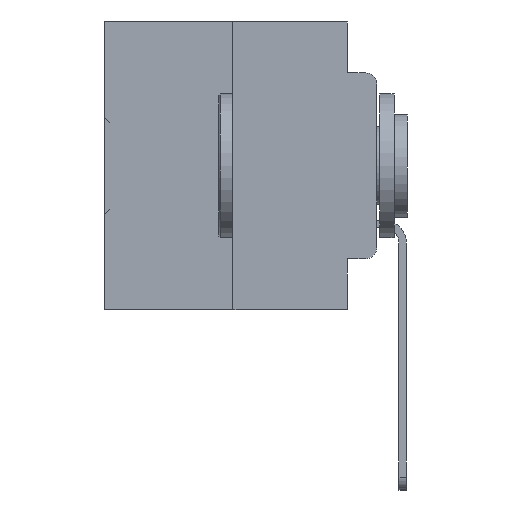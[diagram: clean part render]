
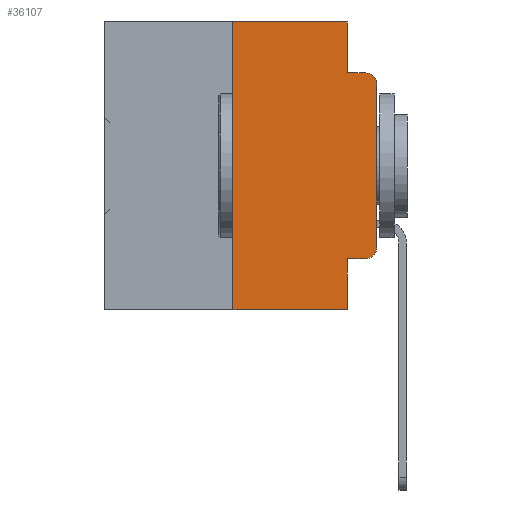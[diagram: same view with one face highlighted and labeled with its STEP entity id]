
A CAD part, left-side view. The second image highlights one B-rep face of the part: STEP entity #36107.
In plain terms, the highlighted planar face has unit normal (-1, 0, 0).
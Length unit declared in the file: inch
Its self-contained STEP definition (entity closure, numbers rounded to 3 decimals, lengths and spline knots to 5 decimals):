
#125 = LINE ( 'NONE', #25351, #7110 ) ;
#153 = DIRECTION ( 'NONE',  ( 0., -1., 0. ) ) ;
#812 = VERTEX_POINT ( 'NONE', #29375 ) ;
#1371 = EDGE_CURVE ( 'NONE', #22773, #4223, #28927, .T. ) ;
#1670 = LINE ( 'NONE', #16440, #31241 ) ;
#1742 = ORIENTED_EDGE ( 'NONE', *, *, #11290, .F. ) ;
#1940 = DIRECTION ( 'NONE',  ( 0., -1., 0. ) ) ;
#2085 = CIRCLE ( 'NONE', #7713, 0.02 ) ;
#2131 = CARTESIAN_POINT ( 'NONE',  ( 0., 0.051, -0.4115 ) ) ;
#2440 = DIRECTION ( 'NONE',  ( 0., 0., -1. ) ) ;
#2510 = AXIS2_PLACEMENT_3D ( 'NONE', #23561, #26393, #9329 ) ;
#2885 = LINE ( 'NONE', #13675, #24045 ) ;
#3085 = CARTESIAN_POINT ( 'NONE',  ( 0., 0.051, 0. ) ) ;
#3206 = ORIENTED_EDGE ( 'NONE', *, *, #18957, .F. ) ;
#3344 = CARTESIAN_POINT ( 'NONE',  ( 0., 0.051, -0.5 ) ) ;
#3796 = VERTEX_POINT ( 'NONE', #19238 ) ;
#4163 = ORIENTED_EDGE ( 'NONE', *, *, #16363, .T. ) ;
#4223 = VERTEX_POINT ( 'NONE', #25581 ) ;
#4609 = ORIENTED_EDGE ( 'NONE', *, *, #30238, .F. ) ;
#5090 = DIRECTION ( 'NONE',  ( -1., 0., 0. ) ) ;
#7110 = VECTOR ( 'NONE', #28187, 39.37008 ) ;
#7713 = AXIS2_PLACEMENT_3D ( 'NONE', #36574, #19814, #2440 ) ;
#7771 = LINE ( 'NONE', #30986, #22068 ) ;
#9329 = DIRECTION ( 'NONE',  ( 0., 0., -1. ) ) ;
#9585 = VERTEX_POINT ( 'NONE', #3085 ) ;
#9598 = CARTESIAN_POINT ( 'NONE',  ( 0., 0.051, 0. ) ) ;
#10099 = DIRECTION ( 'NONE',  ( 0., 0., -1. ) ) ;
#11088 = EDGE_LOOP ( 'NONE', ( #14146, #15929, #14610, #1742, #36550, #3206, #32253, #4609, #4163, #37026 ) ) ;
#11290 = EDGE_CURVE ( 'NONE', #9585, #22773, #27522, .T. ) ;
#11354 = CARTESIAN_POINT ( 'NONE',  ( 0., 0.25, -0.5 ) ) ;
#12236 = FACE_OUTER_BOUND ( 'NONE', #11088, .T. ) ;
#12686 = DIRECTION ( 'NONE',  ( 0., 0., -1. ) ) ;
#12750 = VECTOR ( 'NONE', #153, 39.37008 ) ;
#12856 = VERTEX_POINT ( 'NONE', #11354 ) ;
#13675 = CARTESIAN_POINT ( 'NONE',  ( 0., 0.051, -0.4115 ) ) ;
#13685 = EDGE_CURVE ( 'NONE', #12856, #36083, #29547, .T. ) ;
#13898 = CARTESIAN_POINT ( 'NONE',  ( 0., 0.051, -0.0885 ) ) ;
#13941 = EDGE_CURVE ( 'NONE', #27139, #812, #1670, .T. ) ;
#14146 = ORIENTED_EDGE ( 'NONE', *, *, #13941, .T. ) ;
#14610 = ORIENTED_EDGE ( 'NONE', *, *, #1371, .F. ) ;
#15796 = VERTEX_POINT ( 'NONE', #2131 ) ;
#15929 = ORIENTED_EDGE ( 'NONE', *, *, #25275, .T. ) ;
#16363 = EDGE_CURVE ( 'NONE', #15796, #3796, #2885, .T. ) ;
#16440 = CARTESIAN_POINT ( 'NONE',  ( 0., 0., 0. ) ) ;
#16543 = DIRECTION ( 'NONE',  ( 0., -1., 0. ) ) ;
#18660 = CARTESIAN_POINT ( 'NONE',  ( 0., 0.051, 0. ) ) ;
#18878 = LINE ( 'NONE', #18660, #32930 ) ;
#18957 = EDGE_CURVE ( 'NONE', #12856, #19652, #7771, .T. ) ;
#19238 = CARTESIAN_POINT ( 'NONE',  ( 0., 0.02, -0.4115 ) ) ;
#19652 = VERTEX_POINT ( 'NONE', #31300 ) ;
#19814 = DIRECTION ( 'NONE',  ( -1., 0., 0. ) ) ;
#20482 = CARTESIAN_POINT ( 'NONE',  ( 0., 0.473, -0.5 ) ) ;
#20739 = PLANE ( 'NONE',  #2510 ) ;
#21473 = CARTESIAN_POINT ( 'NONE',  ( 0., 0.051, -0.0885 ) ) ;
#22068 = VECTOR ( 'NONE', #33826, 39.37008 ) ;
#22268 = CARTESIAN_POINT ( 'NONE',  ( 0., 0.02, -0.3915 ) ) ;
#22773 = VERTEX_POINT ( 'NONE', #21473 ) ;
#23561 = CARTESIAN_POINT ( 'NONE',  ( 0., 0.473, 0. ) ) ;
#24045 = VECTOR ( 'NONE', #16543, 39.37008 ) ;
#25128 = DIRECTION ( 'NONE',  ( 0., 0., -1. ) ) ;
#25275 = EDGE_CURVE ( 'NONE', #812, #4223, #2085, .T. ) ;
#25351 = CARTESIAN_POINT ( 'NONE',  ( 0., 0.473, 0. ) ) ;
#25581 = CARTESIAN_POINT ( 'NONE',  ( 0., 0.02, -0.0885 ) ) ;
#25757 = EDGE_CURVE ( 'NONE', #3796, #27139, #30740, .T. ) ;
#26094 = AXIS2_PLACEMENT_3D ( 'NONE', #22268, #5090, #25128 ) ;
#26393 = DIRECTION ( 'NONE',  ( 1., 0., 0. ) ) ;
#27139 = VERTEX_POINT ( 'NONE', #31375 ) ;
#27522 = LINE ( 'NONE', #9598, #34098 ) ;
#28032 = VECTOR ( 'NONE', #1940, 39.37008 ) ;
#28187 = DIRECTION ( 'NONE',  ( 0., -1., 0. ) ) ;
#28927 = LINE ( 'NONE', #13898, #28032 ) ;
#28962 = EDGE_CURVE ( 'NONE', #19652, #9585, #125, .T. ) ;
#29375 = CARTESIAN_POINT ( 'NONE',  ( 0., 0., -0.1085 ) ) ;
#29547 = LINE ( 'NONE', #20482, #12750 ) ;
#30238 = EDGE_CURVE ( 'NONE', #15796, #36083, #18878, .T. ) ;
#30740 = CIRCLE ( 'NONE', #26094, 0.02 ) ;
#30986 = CARTESIAN_POINT ( 'NONE',  ( 0., 0.25, 0. ) ) ;
#31241 = VECTOR ( 'NONE', #33260, 39.37008 ) ;
#31300 = CARTESIAN_POINT ( 'NONE',  ( 0., 0.25, 0. ) ) ;
#31375 = CARTESIAN_POINT ( 'NONE',  ( 0., 0., -0.3915 ) ) ;
#32253 = ORIENTED_EDGE ( 'NONE', *, *, #13685, .T. ) ;
#32930 = VECTOR ( 'NONE', #10099, 39.37008 ) ;
#33260 = DIRECTION ( 'NONE',  ( 0., 0., 1. ) ) ;
#33826 = DIRECTION ( 'NONE',  ( 0., 0., 1. ) ) ;
#34098 = VECTOR ( 'NONE', #12686, 39.37008 ) ;
#36083 = VERTEX_POINT ( 'NONE', #3344 ) ;
#36107 = ADVANCED_FACE ( 'NONE', ( #12236 ), #20739, .F. ) ;
#36550 = ORIENTED_EDGE ( 'NONE', *, *, #28962, .F. ) ;
#36574 = CARTESIAN_POINT ( 'NONE',  ( 0., 0.02, -0.1085 ) ) ;
#37026 = ORIENTED_EDGE ( 'NONE', *, *, #25757, .T. ) ;
